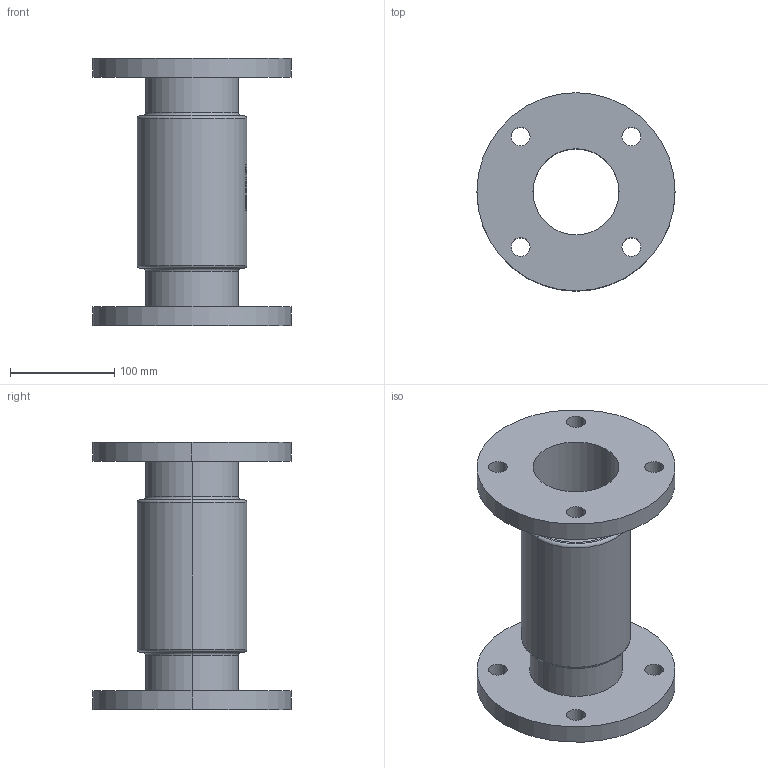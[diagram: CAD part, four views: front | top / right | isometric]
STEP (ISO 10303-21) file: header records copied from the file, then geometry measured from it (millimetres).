
FILE_DESCRIPTION (( 'STEP AP214' ), '1' );
FILE_NAME ('7120000_DN080_PN06_51420212.STEP', '2022-02-17T08:20:59', ( 'axxx' ), ( 'Hewlett-Packard Company' ), 'SwSTEP 2.0', 'SolidWorks 2019', '' );
FILE_SCHEMA (( 'AUTOMOTIVE_DESIGN' ));
Length unit declared in the file: millimetre
Products named in the file (1): 7120000_DN080_PN06_51420212
Bounding box: 190 x 190 x 256 mm (x, y, z)
Volume: 1338410.4 mm3; surface area: 256908.3 mm2
Topology: 1 solids, 1 shells, 527 faces, 1363 edges, 906 vertices
Faces by surface type: plane 237, bspline 232, cylinder 50, torus 8
Entity records: 29502 total; most frequent: CARTESIAN_POINT 18141, ORIENTED_EDGE 2726, DIRECTION 1578, EDGE_CURVE 1363, VERTEX_POINT 906, LINE 724, VECTOR 724, EDGE_LOOP 613
